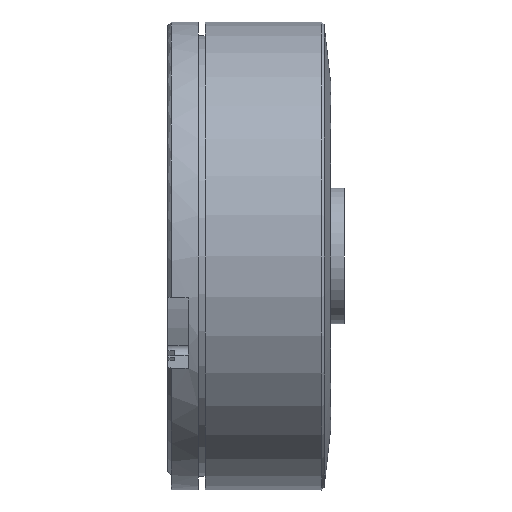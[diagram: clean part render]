
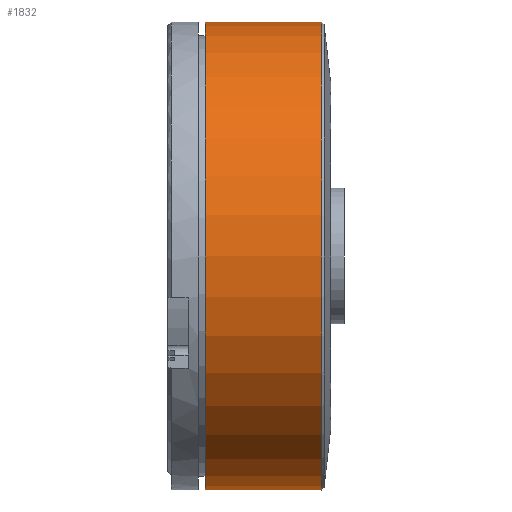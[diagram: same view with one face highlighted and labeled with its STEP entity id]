
A CAD part, front view. The second image highlights one B-rep face of the part: STEP entity #1832.
In plain terms, the highlighted cylindrical face has radius 34.5 mm (diameter 69 mm), a partial arc.
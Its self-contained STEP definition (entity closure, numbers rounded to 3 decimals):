
#1=DIRECTION('',(1.,0.,0.));
#2=VECTOR('',#1,17.201);
#3=CARTESIAN_POINT('',(-20.501,0.,34.5));
#4=LINE('',#3,#2);
#5=DIRECTION('',(1.,0.,0.));
#6=VECTOR('',#5,17.201);
#7=CARTESIAN_POINT('',(-20.501,0.,-34.5));
#8=LINE('',#7,#6);
#14=CARTESIAN_POINT('',(-20.5,0.,0.));
#15=DIRECTION('',(1.,0.,0.));
#16=DIRECTION('',(0.,0.,1.));
#17=AXIS2_PLACEMENT_3D('',#14,#15,#16);
#665=CARTESIAN_POINT('',(-3.3,0.,0.));
#666=DIRECTION('',(-1.,0.,0.));
#667=DIRECTION('',(0.,0.,-1.));
#668=AXIS2_PLACEMENT_3D('',#665,#666,#667);
#1421=CARTESIAN_POINT('',(-20.501,0.,34.5));
#1422=CARTESIAN_POINT('',(-3.3,0.,34.5));
#1423=VERTEX_POINT('',#1421);
#1424=VERTEX_POINT('',#1422);
#1425=CARTESIAN_POINT('',(-3.3,0.,-34.5));
#1426=VERTEX_POINT('',#1425);
#1427=CARTESIAN_POINT('',(-20.501,0.,-34.5));
#1428=VERTEX_POINT('',#1427);
#1817=CARTESIAN_POINT('',(-27.303,0.,0.));
#1818=DIRECTION('',(1.,0.,0.));
#1819=DIRECTION('',(0.,0.,1.));
#1820=AXIS2_PLACEMENT_3D('',#1817,#1818,#1819);
#1821=CYLINDRICAL_SURFACE('',#1820,34.5);
#1823=ORIENTED_EDGE('',*,*,#1822,.T.);
#1825=ORIENTED_EDGE('',*,*,#1824,.F.);
#1827=ORIENTED_EDGE('',*,*,#1826,.F.);
#1829=ORIENTED_EDGE('',*,*,#1828,.F.);
#1830=EDGE_LOOP('',(#1823,#1825,#1827,#1829));
#1831=FACE_OUTER_BOUND('',#1830,.F.);
#18=CIRCLE('',#17,34.5);
#669=CIRCLE('',#668,34.5);
#1822=EDGE_CURVE('',#1423,#1424,#4,.T.);
#1824=EDGE_CURVE('',#1426,#1424,#669,.T.);
#1826=EDGE_CURVE('',#1428,#1426,#8,.T.);
#1828=EDGE_CURVE('',#1423,#1428,#18,.T.);
#1832=ADVANCED_FACE('',(#1831),#1821,.T.);
